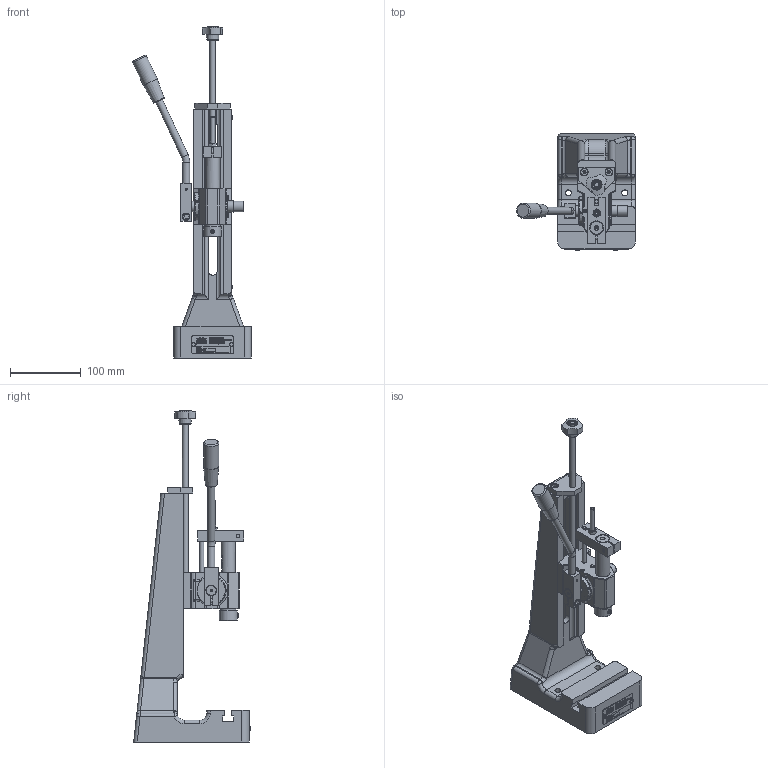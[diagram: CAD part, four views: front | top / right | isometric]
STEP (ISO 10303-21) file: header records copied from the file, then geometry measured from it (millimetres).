
FILE_DESCRIPTION((''),'2;1');
FILE_NAME('APZ_T_1_040_R_L.stp','2013-10-16T10:46:55',('Finsterle'),(''),'Autodesk Inventor 2013','Autodesk Inventor 2013','');
FILE_SCHEMA(('CONFIG_CONTROL_DESIGN'));
Length unit declared in the file: millimetre
Products named in the file (5): ENG-001469_V; ENG-000185_V; ENG-001468_V; ENG-000035; DIN 7337  A A3 x 8
Assembly tree (5 placements, depth 2):
  ENG-001469_V
    ENG-000185_V
    ENG-001468_V
    ENG-000035
    DIN 7337  A A3 x 8  x2
Bounding box: 168.4 x 165.3 x 470.86 mm (x, y, z)
Volume: 1128591.4 mm3; surface area: 246213.6 mm2
Topology: 6 solids, 18 shells, 4780 faces, 13172 edges, 8681 vertices
Faces by surface type: plane 2802, bspline 1368, cylinder 388, cone 134, torus 62, sphere 26
Full cylindrical faces by diameter (mm): 1.6 x2, 2.4 x3, 2.5 x3, 3 x14, 3.15 x1, 3.3 x2, 4.917 x6, 5 x3, 6 x9, 6.02 x2, 6.1 x1, 6.5 x4, 6.6 x1, 6.647 x2, 8 x3, 8.5 x3, 9.5 x1, 9.98 x2, 10 x6, 10.5 x2, 11 x3, 13 x1, 15 x2, 15.02 x1, 16 x2, 19.5 x1, 20 x3, 21.667 x1, 23 x1, 25 x2
Entity records: 166945 total; most frequent: CARTESIAN_POINT 50653, ORIENTED_EDGE 25778, DIRECTION 17771, EDGE_CURVE 12889, VECTOR 8851, LINE 8851, VERTEX_POINT 8602, EDGE_LOOP 5279
